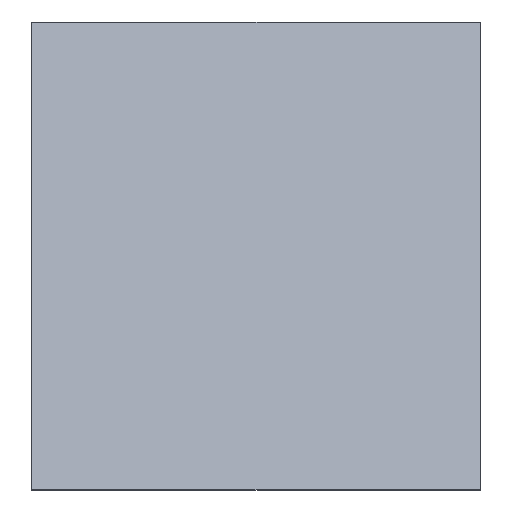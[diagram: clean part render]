
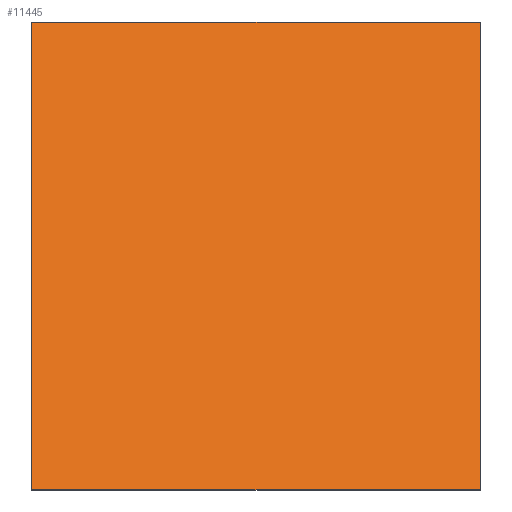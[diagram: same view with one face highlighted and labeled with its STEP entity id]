
A CAD part, top view. The second image highlights one B-rep face of the part: STEP entity #11445.
In plain terms, the highlighted planar face has unit normal (0, 0.396, 0.918).
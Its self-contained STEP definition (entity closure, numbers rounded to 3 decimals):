
#835 = EDGE_CURVE ( 'NONE', #26137, #2103, #18042, .T. ) ;
#898 = VECTOR ( 'NONE', #35208, 1000. ) ;
#1337 = DIRECTION ( 'NONE',  ( 0., 0.918, -0.396 ) ) ;
#2103 = VERTEX_POINT ( 'NONE', #7389 ) ;
#2636 = VERTEX_POINT ( 'NONE', #11860 ) ;
#3340 = EDGE_CURVE ( 'NONE', #2636, #30523, #23557, .T. ) ;
#3852 = LINE ( 'NONE', #32173, #6888 ) ;
#6888 = VECTOR ( 'NONE', #18619, 1000. ) ;
#7389 = CARTESIAN_POINT ( 'NONE',  ( 140., 292., 0. ) ) ;
#9397 = DIRECTION ( 'NONE',  ( 0., 0.918, -0.396 ) ) ;
#9571 = LINE ( 'NONE', #20902, #898 ) ;
#11445 = ADVANCED_FACE ( 'NONE', ( #16638 ), #35815, .T. ) ;
#11860 = CARTESIAN_POINT ( 'NONE',  ( -140., 0., 126. ) ) ;
#12408 = CARTESIAN_POINT ( 'NONE',  ( 140., 292., 0. ) ) ;
#12543 = EDGE_CURVE ( 'NONE', #2103, #30523, #3852, .T. ) ;
#13285 = CARTESIAN_POINT ( 'NONE',  ( 140., 0., 126. ) ) ;
#13832 = ORIENTED_EDGE ( 'NONE', *, *, #12543, .T. ) ;
#16638 = FACE_OUTER_BOUND ( 'NONE', #35889, .T. ) ;
#18042 = LINE ( 'NONE', #12408, #26348 ) ;
#18619 = DIRECTION ( 'NONE',  ( -1., 0., 0. ) ) ;
#19434 = DIRECTION ( 'NONE',  ( 0., 0.918, -0.396 ) ) ;
#20902 = CARTESIAN_POINT ( 'NONE',  ( 140., 0., 126. ) ) ;
#22118 = CARTESIAN_POINT ( 'NONE',  ( -140., 292., 0. ) ) ;
#23151 = ORIENTED_EDGE ( 'NONE', *, *, #3340, .F. ) ;
#23557 = LINE ( 'NONE', #29031, #31842 ) ;
#23826 = ORIENTED_EDGE ( 'NONE', *, *, #835, .T. ) ;
#24707 = CARTESIAN_POINT ( 'NONE',  ( 140., 292., 0. ) ) ;
#26137 = VERTEX_POINT ( 'NONE', #13285 ) ;
#26348 = VECTOR ( 'NONE', #1337, 1000. ) ;
#29031 = CARTESIAN_POINT ( 'NONE',  ( -140., 292., 0. ) ) ;
#30523 = VERTEX_POINT ( 'NONE', #22118 ) ;
#31842 = VECTOR ( 'NONE', #9397, 1000. ) ;
#32173 = CARTESIAN_POINT ( 'NONE',  ( 140., 292., 0. ) ) ;
#32257 = ORIENTED_EDGE ( 'NONE', *, *, #33287, .T. ) ;
#33287 = EDGE_CURVE ( 'NONE', #2636, #26137, #9571, .T. ) ;
#35208 = DIRECTION ( 'NONE',  ( 1., 0., 0. ) ) ;
#35641 = AXIS2_PLACEMENT_3D ( 'NONE', #24707, #36051, #19434 ) ;
#35815 = PLANE ( 'NONE',  #35641 ) ;
#35889 = EDGE_LOOP ( 'NONE', ( #23151, #32257, #23826, #13832 ) ) ;
#36051 = DIRECTION ( 'NONE',  ( 0., 0.396, 0.918 ) ) ;
